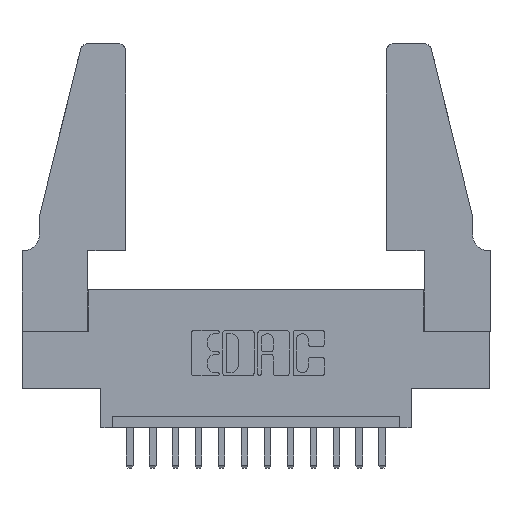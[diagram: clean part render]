
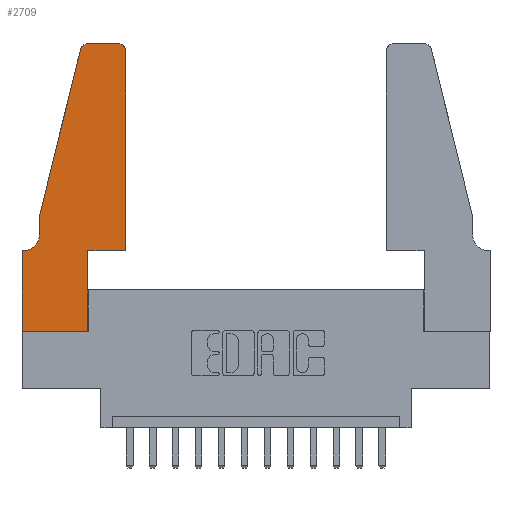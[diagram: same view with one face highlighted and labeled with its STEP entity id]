
A CAD part, top view. The second image highlights one B-rep face of the part: STEP entity #2709.
In plain terms, the highlighted planar face has unit normal (0, 0, 1).
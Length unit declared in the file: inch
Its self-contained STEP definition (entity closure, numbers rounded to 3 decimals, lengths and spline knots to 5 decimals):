
#17 = CARTESIAN_POINT ( 'NONE',  ( 0.4205, 1.25, 0.37 ) ) ;
#246 = DIRECTION ( 'NONE',  ( 0., 0., -1. ) ) ;
#785 = VECTOR ( 'NONE', #7348, 39.37008 ) ;
#1019 = CARTESIAN_POINT ( 'NONE',  ( 0.284, 1.25, 0.37 ) ) ;
#1151 = ORIENTED_EDGE ( 'NONE', *, *, #14234, .T. ) ;
#1164 = VERTEX_POINT ( 'NONE', #11693 ) ;
#1187 = CIRCLE ( 'NONE', #10053, 0.03 ) ;
#1223 = DIRECTION ( 'NONE',  ( -1., 0., 0. ) ) ;
#1465 = ORIENTED_EDGE ( 'NONE', *, *, #5642, .T. ) ;
#1488 = EDGE_CURVE ( 'NONE', #1609, #6160, #3499, .T. ) ;
#1609 = VERTEX_POINT ( 'NONE', #17 ) ;
#1638 = CARTESIAN_POINT ( 'NONE',  ( 0.0755, 0.42, 0.37 ) ) ;
#2344 = LINE ( 'NONE', #3269, #14679 ) ;
#2646 = ORIENTED_EDGE ( 'NONE', *, *, #1488, .T. ) ;
#2709 = ADVANCED_FACE ( 'NONE', ( #4391 ), #9467, .T. ) ;
#2778 = VERTEX_POINT ( 'NONE', #13577 ) ;
#2781 = CARTESIAN_POINT ( 'NONE',  ( 0.2865, 0.35, 0.37 ) ) ;
#2813 = EDGE_CURVE ( 'NONE', #1164, #7500, #11077, .T. ) ;
#2829 = VERTEX_POINT ( 'NONE', #8896 ) ;
#2947 = VECTOR ( 'NONE', #8316, 39.37008 ) ;
#3142 = DIRECTION ( 'NONE',  ( 0., 0., 1. ) ) ;
#3269 = CARTESIAN_POINT ( 'NONE',  ( 0.4505, 0.35, 0.37 ) ) ;
#3275 = LINE ( 'NONE', #14061, #9248 ) ;
#3371 = ORIENTED_EDGE ( 'NONE', *, *, #5613, .T. ) ;
#3413 = EDGE_LOOP ( 'NONE', ( #2646, #3371, #13453, #7658, #1151, #15200, #6321, #11310, #8033, #13698, #11176, #1465 ) ) ;
#3465 = DIRECTION ( 'NONE',  ( 1., 0., 0. ) ) ;
#3499 = LINE ( 'NONE', #14460, #3874 ) ;
#3874 = VECTOR ( 'NONE', #1223, 39.37008 ) ;
#3891 = AXIS2_PLACEMENT_3D ( 'NONE', #9974, #6425, #8834 ) ;
#3933 = DIRECTION ( 'NONE',  ( 0., 0., 1. ) ) ;
#3949 = VERTEX_POINT ( 'NONE', #8982 ) ;
#4022 = CARTESIAN_POINT ( 'NONE',  ( 0., 0., 0.37 ) ) ;
#4181 = EDGE_CURVE ( 'NONE', #2778, #4998, #14368, .T. ) ;
#4207 = LINE ( 'NONE', #13852, #9592 ) ;
#4391 = FACE_OUTER_BOUND ( 'NONE', #3413, .T. ) ;
#4725 = EDGE_CURVE ( 'NONE', #4998, #1164, #7047, .T. ) ;
#4880 = CARTESIAN_POINT ( 'NONE',  ( 0.0055, 0.42, 0.37 ) ) ;
#4909 = DIRECTION ( 'NONE',  ( 1., 0., 0. ) ) ;
#4943 = CARTESIAN_POINT ( 'NONE',  ( 0.0755, 0.35, 0.37 ) ) ;
#4998 = VERTEX_POINT ( 'NONE', #4022 ) ;
#5500 = CARTESIAN_POINT ( 'NONE',  ( 0.0755, 0.5, 0.37 ) ) ;
#5545 = VECTOR ( 'NONE', #15474, 39.37008 ) ;
#5567 = CARTESIAN_POINT ( 'NONE',  ( 0.4505, 1.22, 0.37 ) ) ;
#5613 = EDGE_CURVE ( 'NONE', #6160, #3949, #1187, .T. ) ;
#5642 = EDGE_CURVE ( 'NONE', #7345, #1609, #7931, .T. ) ;
#5709 = CARTESIAN_POINT ( 'NONE',  ( 0.2865, 0.35, 0.37 ) ) ;
#6160 = VERTEX_POINT ( 'NONE', #1019 ) ;
#6321 = ORIENTED_EDGE ( 'NONE', *, *, #4181, .T. ) ;
#6363 = EDGE_CURVE ( 'NONE', #8921, #11014, #4207, .T. ) ;
#6425 = DIRECTION ( 'NONE',  ( 0., 0., 1. ) ) ;
#6482 = DIRECTION ( 'NONE',  ( 0., 1., 0. ) ) ;
#6765 = CARTESIAN_POINT ( 'NONE',  ( 0., 0., 0.37 ) ) ;
#7047 = LINE ( 'NONE', #6765, #5545 ) ;
#7344 = LINE ( 'NONE', #13281, #785 ) ;
#7345 = VERTEX_POINT ( 'NONE', #5567 ) ;
#7348 = DIRECTION ( 'NONE',  ( -0.239, -0.971, 0. ) ) ;
#7500 = VERTEX_POINT ( 'NONE', #5709 ) ;
#7658 = ORIENTED_EDGE ( 'NONE', *, *, #6363, .T. ) ;
#7931 = CIRCLE ( 'NONE', #3891, 0.03 ) ;
#7936 = DIRECTION ( 'NONE',  ( 1., 0., 0. ) ) ;
#8033 = ORIENTED_EDGE ( 'NONE', *, *, #2813, .T. ) ;
#8316 = DIRECTION ( 'NONE',  ( 0., -1., 0. ) ) ;
#8834 = DIRECTION ( 'NONE',  ( 1., 0., 0. ) ) ;
#8842 = VECTOR ( 'NONE', #6482, 39.37008 ) ;
#8896 = CARTESIAN_POINT ( 'NONE',  ( 0.4505, 0.35, 0.37 ) ) ;
#8921 = VERTEX_POINT ( 'NONE', #5500 ) ;
#8982 = CARTESIAN_POINT ( 'NONE',  ( 0.25487, 1.22718, 0.37 ) ) ;
#8997 = CARTESIAN_POINT ( 'NONE',  ( 0.284, 1.22, 0.37 ) ) ;
#9248 = VECTOR ( 'NONE', #3465, 39.37008 ) ;
#9300 = VERTEX_POINT ( 'NONE', #14080 ) ;
#9467 = PLANE ( 'NONE',  #11113 ) ;
#9573 = DIRECTION ( 'NONE',  ( -1., 0., 0. ) ) ;
#9592 = VECTOR ( 'NONE', #11583, 39.37008 ) ;
#9629 = VECTOR ( 'NONE', #9573, 39.37008 ) ;
#9747 = EDGE_CURVE ( 'NONE', #3949, #8921, #7344, .T. ) ;
#9974 = CARTESIAN_POINT ( 'NONE',  ( 0.4205, 1.22, 0.37 ) ) ;
#10053 = AXIS2_PLACEMENT_3D ( 'NONE', #8997, #3142, #7936 ) ;
#11014 = VERTEX_POINT ( 'NONE', #1638 ) ;
#11077 = LINE ( 'NONE', #2781, #8842 ) ;
#11113 = AXIS2_PLACEMENT_3D ( 'NONE', #11988, #3933, #4909 ) ;
#11176 = ORIENTED_EDGE ( 'NONE', *, *, #14117, .T. ) ;
#11310 = ORIENTED_EDGE ( 'NONE', *, *, #4725, .T. ) ;
#11583 = DIRECTION ( 'NONE',  ( 0., -1., 0. ) ) ;
#11659 = CIRCLE ( 'NONE', #15269, 0.07 ) ;
#11693 = CARTESIAN_POINT ( 'NONE',  ( 0.2865, 0., 0.37 ) ) ;
#11851 = DIRECTION ( 'NONE',  ( 0., 1., 0. ) ) ;
#11988 = CARTESIAN_POINT ( 'NONE',  ( 0., 0.35, 0.37 ) ) ;
#12135 = DIRECTION ( 'NONE',  ( -1., 0., 0. ) ) ;
#13281 = CARTESIAN_POINT ( 'NONE',  ( 0.0755, 0.5, 0.37 ) ) ;
#13453 = ORIENTED_EDGE ( 'NONE', *, *, #9747, .T. ) ;
#13577 = CARTESIAN_POINT ( 'NONE',  ( 0., 0.35, 0.37 ) ) ;
#13680 = EDGE_CURVE ( 'NONE', #9300, #2778, #15258, .T. ) ;
#13698 = ORIENTED_EDGE ( 'NONE', *, *, #14743, .T. ) ;
#13852 = CARTESIAN_POINT ( 'NONE',  ( 0.0755, 0.5, 0.37 ) ) ;
#14061 = CARTESIAN_POINT ( 'NONE',  ( 0.4505, 0.35, 0.37 ) ) ;
#14080 = CARTESIAN_POINT ( 'NONE',  ( 0.0055, 0.35, 0.37 ) ) ;
#14117 = EDGE_CURVE ( 'NONE', #2829, #7345, #2344, .T. ) ;
#14234 = EDGE_CURVE ( 'NONE', #11014, #9300, #11659, .T. ) ;
#14368 = LINE ( 'NONE', #15478, #2947 ) ;
#14460 = CARTESIAN_POINT ( 'NONE',  ( 0.2605, 1.25, 0.37 ) ) ;
#14679 = VECTOR ( 'NONE', #11851, 39.37008 ) ;
#14743 = EDGE_CURVE ( 'NONE', #7500, #2829, #3275, .T. ) ;
#15200 = ORIENTED_EDGE ( 'NONE', *, *, #13680, .T. ) ;
#15258 = LINE ( 'NONE', #4943, #9629 ) ;
#15269 = AXIS2_PLACEMENT_3D ( 'NONE', #4880, #246, #12135 ) ;
#15474 = DIRECTION ( 'NONE',  ( 1., 0., 0. ) ) ;
#15478 = CARTESIAN_POINT ( 'NONE',  ( 0., 0., 0.37 ) ) ;
